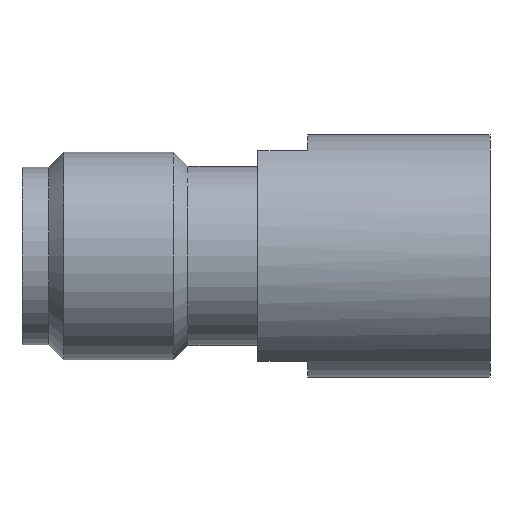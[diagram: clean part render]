
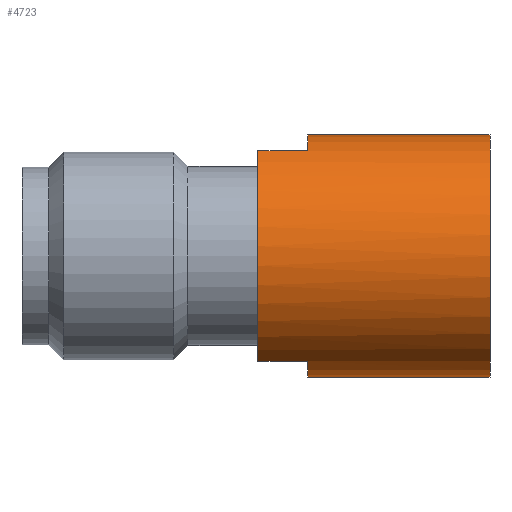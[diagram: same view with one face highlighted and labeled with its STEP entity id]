
A CAD part, front view. The second image highlights one B-rep face of the part: STEP entity #4723.
In plain terms, the highlighted cylindrical face has radius 3.65 mm (diameter 7.3 mm), a partial arc.
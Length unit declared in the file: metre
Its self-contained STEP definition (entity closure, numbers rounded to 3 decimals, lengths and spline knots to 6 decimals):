
#55 = LINE ( 'NONE', #8127, #11268 ) ;
#496 = AXIS2_PLACEMENT_3D ( 'NONE', #3154, #2270, #9331 ) ;
#730 = DIRECTION ( 'NONE',  ( -1., 0., 0. ) ) ;
#857 = ORIENTED_EDGE ( 'NONE', *, *, #6676, .T. ) ;
#1137 = ORIENTED_EDGE ( 'NONE', *, *, #6589, .F. ) ;
#1199 = DIRECTION ( 'NONE',  ( -1., 0., 0. ) ) ;
#1213 = CARTESIAN_POINT ( 'NONE',  ( 0., 0., 0.000475 ) ) ;
#1262 = ORIENTED_EDGE ( 'NONE', *, *, #8825, .F. ) ;
#1292 = AXIS2_PLACEMENT_3D ( 'NONE', #7867, #2585, #8758 ) ;
#1346 = LINE ( 'NONE', #1213, #3137 ) ;
#1595 = VERTEX_POINT ( 'NONE', #7643 ) ;
#1597 = CIRCLE ( 'NONE', #8658, 0.00365 ) ;
#1641 = VECTOR ( 'NONE', #2666, 1. ) ;
#1890 = DIRECTION ( 'NONE',  ( -1., 0., 0. ) ) ;
#2004 = VERTEX_POINT ( 'NONE', #10883 ) ;
#2106 = DIRECTION ( 'NONE',  ( -1., 0., 0. ) ) ;
#2270 = DIRECTION ( 'NONE',  ( -1., 0., 0. ) ) ;
#2536 = CARTESIAN_POINT ( 'NONE',  ( 0.00668, -0.001801, -0.00635 ) ) ;
#2585 = DIRECTION ( 'NONE',  ( -1., 0., 0. ) ) ;
#2666 = DIRECTION ( 'NONE',  ( -1., 0., 0. ) ) ;
#2773 = CIRCLE ( 'NONE', #5362, 0.00365 ) ;
#2802 = DIRECTION ( 'NONE',  ( -1., 0., 0. ) ) ;
#2879 = VERTEX_POINT ( 'NONE', #4592 ) ;
#2880 = CARTESIAN_POINT ( 'NONE',  ( 0.00668, -0.001801, 0. ) ) ;
#2895 = EDGE_CURVE ( 'NONE', #4916, #4516, #55, .T. ) ;
#3137 = VECTOR ( 'NONE', #2106, 1. ) ;
#3154 = CARTESIAN_POINT ( 'NONE',  ( 0., 0., -0.003175 ) ) ;
#3200 = AXIS2_PLACEMENT_3D ( 'NONE', #6485, #1199, #7372 ) ;
#3667 = ORIENTED_EDGE ( 'NONE', *, *, #4508, .F. ) ;
#3815 = ORIENTED_EDGE ( 'NONE', *, *, #2895, .F. ) ;
#4508 = EDGE_CURVE ( 'NONE', #2004, #4916, #1597, .T. ) ;
#4516 = VERTEX_POINT ( 'NONE', #8665 ) ;
#4579 = VECTOR ( 'NONE', #7276, 1. ) ;
#4581 = ORIENTED_EDGE ( 'NONE', *, *, #8030, .T. ) ;
#4592 = CARTESIAN_POINT ( 'NONE',  ( 0.00518, -0.001801, 0. ) ) ;
#4723 = ADVANCED_FACE ( 'NONE', ( #6690 ), #7364, .T. ) ;
#4729 = VERTEX_POINT ( 'NONE', #4942 ) ;
#4916 = VERTEX_POINT ( 'NONE', #2536 ) ;
#4942 = CARTESIAN_POINT ( 'NONE',  ( 0.00668, -0.001801, 0. ) ) ;
#5362 = AXIS2_PLACEMENT_3D ( 'NONE', #7161, #1890, #8054 ) ;
#5397 = CIRCLE ( 'NONE', #1292, 0.00365 ) ;
#5534 = VERTEX_POINT ( 'NONE', #7228 ) ;
#5568 = CIRCLE ( 'NONE', #3200, 0.00365 ) ;
#6049 = CARTESIAN_POINT ( 'NONE',  ( 0.00668, 0., -0.003175 ) ) ;
#6173 = EDGE_CURVE ( 'NONE', #4729, #1595, #5568, .T. ) ;
#6485 = CARTESIAN_POINT ( 'NONE',  ( 0.00668, 0., -0.003175 ) ) ;
#6589 = EDGE_CURVE ( 'NONE', #4516, #2879, #2773, .T. ) ;
#6676 = EDGE_CURVE ( 'NONE', #4729, #2879, #11329, .T. ) ;
#6690 = FACE_OUTER_BOUND ( 'NONE', #9581, .T. ) ;
#6931 = DIRECTION ( 'NONE',  ( 0., 0., -1. ) ) ;
#7161 = CARTESIAN_POINT ( 'NONE',  ( 0.00518, 0., -0.003175 ) ) ;
#7175 = ORIENTED_EDGE ( 'NONE', *, *, #9554, .T. ) ;
#7228 = CARTESIAN_POINT ( 'NONE',  ( 0.01218, 0., -0.006825 ) ) ;
#7276 = DIRECTION ( 'NONE',  ( -1., 0., 0. ) ) ;
#7364 = CYLINDRICAL_SURFACE ( 'NONE', #496, 0.00365 ) ;
#7372 = DIRECTION ( 'NONE',  ( 0., 0., 1. ) ) ;
#7643 = CARTESIAN_POINT ( 'NONE',  ( 0.00668, 0., 0.000475 ) ) ;
#7844 = VERTEX_POINT ( 'NONE', #11082 ) ;
#7867 = CARTESIAN_POINT ( 'NONE',  ( 0.01218, 0., -0.003175 ) ) ;
#7932 = ORIENTED_EDGE ( 'NONE', *, *, #6173, .F. ) ;
#8030 = EDGE_CURVE ( 'NONE', #5534, #7844, #5397, .T. ) ;
#8054 = DIRECTION ( 'NONE',  ( 0., 0., 1. ) ) ;
#8119 = LINE ( 'NONE', #8832, #1641 ) ;
#8127 = CARTESIAN_POINT ( 'NONE',  ( 0.00668, -0.001801, -0.00635 ) ) ;
#8658 = AXIS2_PLACEMENT_3D ( 'NONE', #6049, #730, #6931 ) ;
#8665 = CARTESIAN_POINT ( 'NONE',  ( 0.00518, -0.001801, -0.00635 ) ) ;
#8758 = DIRECTION ( 'NONE',  ( 0., 0., 1. ) ) ;
#8825 = EDGE_CURVE ( 'NONE', #5534, #2004, #8119, .T. ) ;
#8832 = CARTESIAN_POINT ( 'NONE',  ( 0., 0., -0.006825 ) ) ;
#9331 = DIRECTION ( 'NONE',  ( 0., 0., 1. ) ) ;
#9554 = EDGE_CURVE ( 'NONE', #7844, #1595, #1346, .T. ) ;
#9581 = EDGE_LOOP ( 'NONE', ( #1262, #4581, #7175, #7932, #857, #1137, #3815, #3667 ) ) ;
#10883 = CARTESIAN_POINT ( 'NONE',  ( 0.00668, 0., -0.006825 ) ) ;
#11082 = CARTESIAN_POINT ( 'NONE',  ( 0.01218, 0., 0.000475 ) ) ;
#11268 = VECTOR ( 'NONE', #2802, 1. ) ;
#11329 = LINE ( 'NONE', #2880, #4579 ) ;
